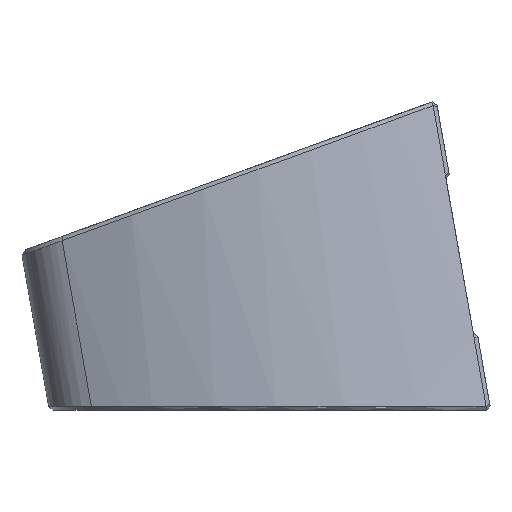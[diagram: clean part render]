
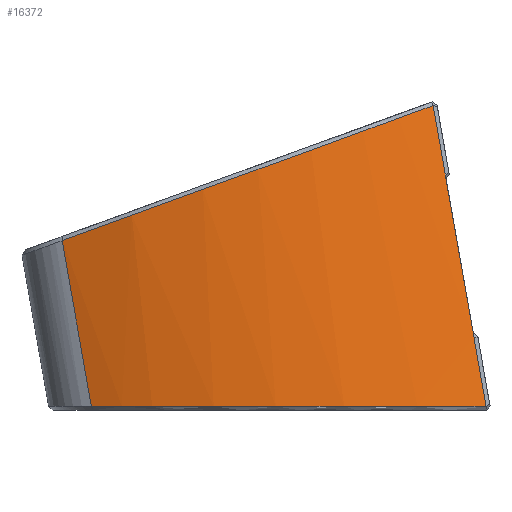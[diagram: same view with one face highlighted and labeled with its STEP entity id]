
A CAD part, left-side view. The second image highlights one B-rep face of the part: STEP entity #16372.
In plain terms, the highlighted cylindrical face has radius 59.942 mm (diameter 119.884 mm), a partial arc.
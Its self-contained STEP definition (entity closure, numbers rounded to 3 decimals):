
#1814=FACE_OUTER_BOUND('',#2761,.T.);
#2761=EDGE_LOOP('',(#15422,#15423,#15424,#15425,#15426,#15427,#15428,#15429));
#3248=B_SPLINE_CURVE_WITH_KNOTS('',3,(#23015,#23016,#23017,#23018,#23019,
#23020),.UNSPECIFIED.,.F.,.F.,(4,1,1,4),(-2.092,-1.852,
-1.605,-1.236),.UNSPECIFIED.);
#3286=B_SPLINE_CURVE_WITH_KNOTS('',3,(#24122,#24123,#24124,#24125),
 .UNSPECIFIED.,.F.,.F.,(4,4),(-1.236,-1.225),
 .UNSPECIFIED.);
#3326=B_SPLINE_CURVE_WITH_KNOTS('',3,(#25501,#25502,#25503,#25504,#25505,
#25506),.UNSPECIFIED.,.F.,.F.,(4,1,1,4),(1.236,1.605,
1.852,2.092),.UNSPECIFIED.);
#3327=B_SPLINE_CURVE_WITH_KNOTS('',3,(#25523,#25524,#25525,#25526),
 .UNSPECIFIED.,.F.,.F.,(4,4),(1.225,1.236),
 .UNSPECIFIED.);
#3844=LINE('',#19423,#5251);
#3850=LINE('',#19441,#5257);
#3903=LINE('',#19545,#5310);
#5186=LINE('',#33740,#6593);
#5251=VECTOR('',#16942,10.);
#5257=VECTOR('',#16954,10.);
#5310=VECTOR('',#17051,10.);
#6593=VECTOR('',#19062,10.);
#6659=VERTEX_POINT('',#19416);
#6661=VERTEX_POINT('',#19422);
#6665=VERTEX_POINT('',#19438);
#6666=VERTEX_POINT('',#19440);
#7388=VERTEX_POINT('',#23014);
#7392=VERTEX_POINT('',#23075);
#7520=VERTEX_POINT('',#25448);
#7521=VERTEX_POINT('',#25499);
#8261=EDGE_CURVE('',#6659,#6661,#3844,.T.);
#8268=EDGE_CURVE('',#6666,#6665,#3850,.T.);
#8321=EDGE_CURVE('',#6665,#6659,#3903,.T.);
#9059=EDGE_CURVE('',#6666,#7388,#3248,.T.);
#9183=EDGE_CURVE('',#7388,#7392,#3286,.T.);
#9355=EDGE_CURVE('',#7521,#6661,#3326,.T.);
#9356=EDGE_CURVE('',#7520,#7521,#3327,.T.);
#10598=EDGE_CURVE('',#7392,#7520,#5186,.T.);
#15422=ORIENTED_EDGE('',*,*,#9059,.F.);
#15423=ORIENTED_EDGE('',*,*,#8268,.T.);
#15424=ORIENTED_EDGE('',*,*,#8321,.T.);
#15425=ORIENTED_EDGE('',*,*,#8261,.T.);
#15426=ORIENTED_EDGE('',*,*,#9355,.F.);
#15427=ORIENTED_EDGE('',*,*,#9356,.F.);
#15428=ORIENTED_EDGE('',*,*,#10598,.F.);
#15429=ORIENTED_EDGE('',*,*,#9183,.F.);
#15483=CYLINDRICAL_SURFACE('',#16811,59.942);
#16372=ADVANCED_FACE('',(#1814),#15483,.T.);
#16811=AXIS2_PLACEMENT_3D('',#33742,#19064,#19065);
#16942=DIRECTION('',(0.,0.174,0.985));
#16954=DIRECTION('',(0.,0.174,0.985));
#17051=DIRECTION('',(0.,0.174,0.985));
#19062=DIRECTION('',(0.,0.174,0.985));
#19064=DIRECTION('center_axis',(0.,0.174,0.985));
#19065=DIRECTION('ref_axis',(-0.908,0.412,-0.073));
#19416=CARTESIAN_POINT('',(-20.,4.878,30.037));
#19422=CARTESIAN_POINT('',(-20.,6.44,38.894));
#19423=CARTESIAN_POINT('',(-20.,-0.418,0.));
#19438=CARTESIAN_POINT('',(-20.,1.232,9.356));
#19440=CARTESIAN_POINT('',(-20.,-0.331,0.492));
#19441=CARTESIAN_POINT('',(-20.,-0.418,0.));
#19545=CARTESIAN_POINT('',(-20.,-0.418,0.));
#23014=CARTESIAN_POINT('',(-24.693,49.988,0.499));
#23015=CARTESIAN_POINT('Ctrl Pts',(-20.,-0.331,
0.498));
#23016=CARTESIAN_POINT('Ctrl Pts',(-22.396,3.893,0.499));
#23017=CARTESIAN_POINT('Ctrl Pts',(-26.229,13.042,0.5));
#23018=CARTESIAN_POINT('Ctrl Pts',(-28.966,30.326,0.5));
#23019=CARTESIAN_POINT('Ctrl Pts',(-27.113,42.9,0.5));
#23020=CARTESIAN_POINT('Ctrl Pts',(-24.693,49.988,0.499));
#23075=CARTESIAN_POINT('',(-24.666,50.067,0.499));
#24122=CARTESIAN_POINT('Ctrl Pts',(-24.693,49.988,0.499));
#24123=CARTESIAN_POINT('Ctrl Pts',(-24.684,50.014,0.499));
#24124=CARTESIAN_POINT('Ctrl Pts',(-24.675,50.041,0.499));
#24125=CARTESIAN_POINT('Ctrl Pts',(-24.666,50.067,0.499));
#25448=CARTESIAN_POINT('',(-24.666,53.797,21.656));
#25499=CARTESIAN_POINT('',(-24.693,53.723,21.683));
#25501=CARTESIAN_POINT('Ctrl Pts',(-24.693,53.723,21.683));
#25502=CARTESIAN_POINT('Ctrl Pts',(-27.113,47.062,24.107));
#25503=CARTESIAN_POINT('Ctrl Pts',(-28.966,35.247,28.407));
#25504=CARTESIAN_POINT('Ctrl Pts',(-26.229,19.006,34.319));
#25505=CARTESIAN_POINT('Ctrl Pts',(-22.396,10.409,37.449));
#25506=CARTESIAN_POINT('Ctrl Pts',(-20.,6.44,38.894));
#25523=CARTESIAN_POINT('Ctrl Pts',(-24.666,53.797,21.656));
#25524=CARTESIAN_POINT('Ctrl Pts',(-24.675,53.773,21.665));
#25525=CARTESIAN_POINT('Ctrl Pts',(-24.684,53.748,21.674));
#25526=CARTESIAN_POINT('Ctrl Pts',(-24.693,53.723,21.683));
#33740=CARTESIAN_POINT('',(-24.666,48.459,-8.618));
#33742=CARTESIAN_POINT('Origin',(31.942,29.046,-5.195));
